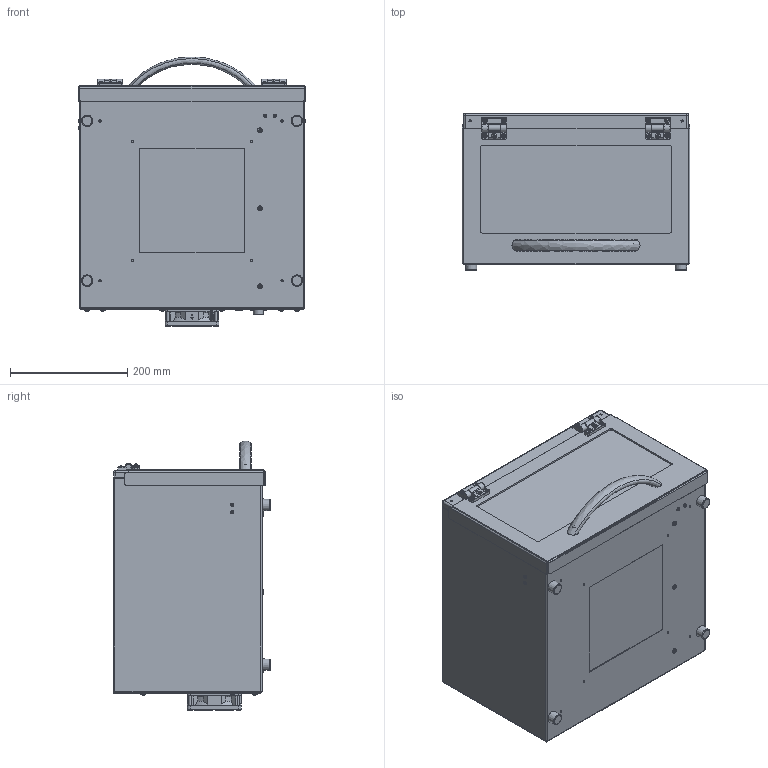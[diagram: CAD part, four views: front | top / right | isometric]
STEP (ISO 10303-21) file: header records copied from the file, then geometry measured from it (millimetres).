
FILE_DESCRIPTION (( 'STEP AP203' ), '1' );
FILE_NAME ('CD-40785 ECE LIGHTSHIELD COMP.STEP', '2018-02-19T20:53:59', ( '' ), ( '' ), 'SwSTEP 2.0', 'SolidWorks 2017', '' );
FILE_SCHEMA (( 'CONFIG_CONTROL_DESIGN' ));
Products named in the file (1): CD-40785 ECE LIGHTSHIELD COMP
Bounding box: 389.41 x 268.27 x 461.13 mm (x, y, z)
Volume: 11940522 mm3; surface area: 1546667.7 mm2
Topology: 1 solids, 15 shells, 2347 faces, 6004 edges, 3840 vertices
Faces by surface type: plane 1730, cylinder 425, torus 75, sphere 51, cone 44, bspline 22
Full cylindrical faces by diameter (mm): 1.08 x9, 1.6 x4, 3 x6, 3.175 x2, 3.242 x8, 3.264 x4, 3.4 x2, 3.759 x2, 3.969 x4, 4 x17, 4.3 x8, 4.5 x9, 5.563 x4, 5.6 x6, 6 x2, 6.299 x4, 6.747 x11, 7.137 x2, 7.62 x4, 8 x37, 8.335 x2, 10.516 x1, 17.45 x1, 40.7 x1, 83.8 x1
Entity records: 70281 total; most frequent: CARTESIAN_POINT 14260, DIRECTION 11639, ORIENTED_EDGE 11226, EDGE_CURVE 5613, AXIS2_PLACEMENT_3D 3950, VECTOR 3739, LINE 3739, VERTEX_POINT 3701
